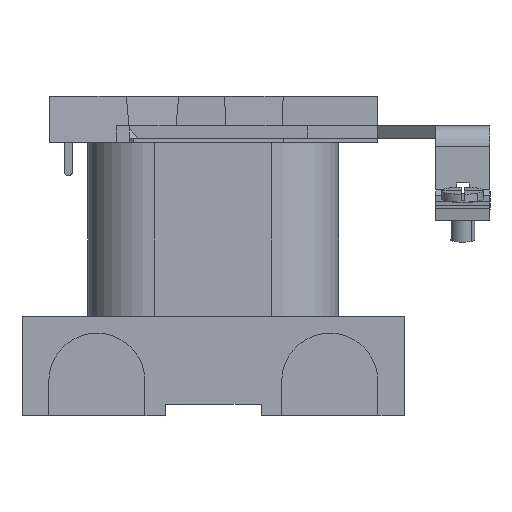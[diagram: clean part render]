
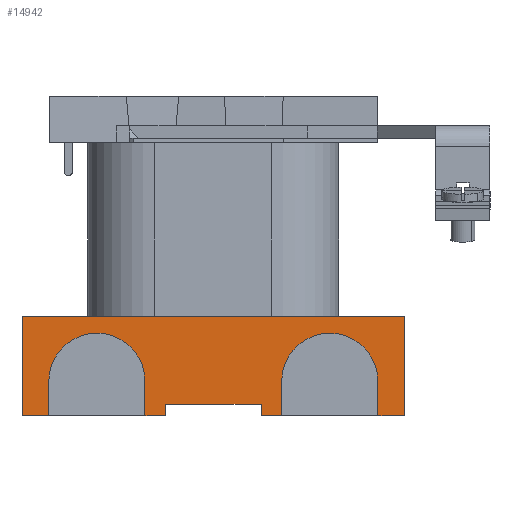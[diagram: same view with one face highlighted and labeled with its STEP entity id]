
A CAD part, front view. The second image highlights one B-rep face of the part: STEP entity #14942.
In plain terms, the highlighted planar face has unit normal (0, -1, 0).
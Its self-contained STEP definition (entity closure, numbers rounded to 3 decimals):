
#47 = LINE ( 'NONE', #6463, #461 ) ;
#286 = VERTEX_POINT ( 'NONE', #1381 ) ;
#391 = CARTESIAN_POINT ( 'NONE',  ( -15.735, -16.143, -18.594 ) ) ;
#406 = VECTOR ( 'NONE', #1563, 1000. ) ;
#461 = VECTOR ( 'NONE', #16984, 1000. ) ;
#510 = ORIENTED_EDGE ( 'NONE', *, *, #12290, .T. ) ;
#572 = LINE ( 'NONE', #7218, #10602 ) ;
#790 = VERTEX_POINT ( 'NONE', #10393 ) ;
#820 = VERTEX_POINT ( 'NONE', #15912 ) ;
#825 = LINE ( 'NONE', #13488, #406 ) ;
#833 = ORIENTED_EDGE ( 'NONE', *, *, #7460, .T. ) ;
#834 = AXIS2_PLACEMENT_3D ( 'NONE', #11051, #12467, #16462 ) ;
#851 = DIRECTION ( 'NONE',  ( -1., 0., 0. ) ) ;
#1125 = EDGE_CURVE ( 'NONE', #7132, #12848, #4847, .T. ) ;
#1246 = VECTOR ( 'NONE', #14633, 1000. ) ;
#1381 = CARTESIAN_POINT ( 'NONE',  ( -9.985, -16.143, -22.694 ) ) ;
#1383 = ORIENTED_EDGE ( 'NONE', *, *, #9163, .F. ) ;
#1418 = EDGE_CURVE ( 'NONE', #12848, #790, #4664, .T. ) ;
#1563 = DIRECTION ( 'NONE',  ( 0., 0., 1. ) ) ;
#1877 = CARTESIAN_POINT ( 'NONE',  ( -9.985, -16.143, -18.594 ) ) ;
#2564 = VECTOR ( 'NONE', #6049, 1000. ) ;
#2587 = LINE ( 'NONE', #15164, #10575 ) ;
#2649 = CARTESIAN_POINT ( 'NONE',  ( 21.065, -16.143, -22.694 ) ) ;
#2667 = VERTEX_POINT ( 'NONE', #10268 ) ;
#2767 = CARTESIAN_POINT ( 'NONE',  ( -21.485, -16.143, -22.694 ) ) ;
#2860 = ORIENTED_EDGE ( 'NONE', *, *, #8772, .F. ) ;
#2968 = DIRECTION ( 'NONE',  ( 1., 0., 0. ) ) ;
#3313 = VECTOR ( 'NONE', #8813, 1000. ) ;
#3375 = CARTESIAN_POINT ( 'NONE',  ( 6.365, -16.143, -18.594 ) ) ;
#3391 = DIRECTION ( 'NONE',  ( -1., 0., 0. ) ) ;
#3411 = CARTESIAN_POINT ( 'NONE',  ( -7.535, -16.143, -21.344 ) ) ;
#3457 = CARTESIAN_POINT ( 'NONE',  ( 12.115, -16.143, -18.594 ) ) ;
#3593 = VECTOR ( 'NONE', #851, 1000. ) ;
#3600 = ORIENTED_EDGE ( 'NONE', *, *, #4354, .T. ) ;
#3661 = DIRECTION ( 'NONE',  ( 0., 0., -1. ) ) ;
#3698 = CARTESIAN_POINT ( 'NONE',  ( -24.685, -16.143, -22.694 ) ) ;
#3735 = CARTESIAN_POINT ( 'NONE',  ( 21.065, -16.143, -22.694 ) ) ;
#3993 = VERTEX_POINT ( 'NONE', #16025 ) ;
#3997 = ORIENTED_EDGE ( 'NONE', *, *, #6166, .T. ) ;
#4066 = CARTESIAN_POINT ( 'NONE',  ( -7.535, -16.143, -21.344 ) ) ;
#4088 = CARTESIAN_POINT ( 'NONE',  ( 3.915, -16.143, -22.694 ) ) ;
#4089 = CARTESIAN_POINT ( 'NONE',  ( -21.485, -16.143, -22.694 ) ) ;
#4208 = DIRECTION ( 'NONE',  ( 0., 0., 1. ) ) ;
#4274 = DIRECTION ( 'NONE',  ( 0., 0., -1. ) ) ;
#4302 = VERTEX_POINT ( 'NONE', #13719 ) ;
#4354 = EDGE_CURVE ( 'NONE', #9201, #13234, #12515, .T. ) ;
#4396 = VECTOR ( 'NONE', #4208, 1000. ) ;
#4634 = ORIENTED_EDGE ( 'NONE', *, *, #1418, .T. ) ;
#4664 = LINE ( 'NONE', #4088, #16980 ) ;
#4670 = VERTEX_POINT ( 'NONE', #11771 ) ;
#4734 = FACE_OUTER_BOUND ( 'NONE', #12130, .T. ) ;
#4847 = LINE ( 'NONE', #3411, #2564 ) ;
#4894 = ORIENTED_EDGE ( 'NONE', *, *, #5174, .F. ) ;
#4956 = DIRECTION ( 'NONE',  ( -1., 0., 0. ) ) ;
#5095 = LINE ( 'NONE', #15441, #12438 ) ;
#5174 = EDGE_CURVE ( 'NONE', #5898, #286, #5519, .T. ) ;
#5328 = VERTEX_POINT ( 'NONE', #4089 ) ;
#5347 = VECTOR ( 'NONE', #4956, 1000. ) ;
#5458 = VERTEX_POINT ( 'NONE', #13500 ) ;
#5519 = LINE ( 'NONE', #3698, #7535 ) ;
#5673 = ORIENTED_EDGE ( 'NONE', *, *, #12894, .T. ) ;
#5790 = PLANE ( 'NONE',  #834 ) ;
#5898 = VERTEX_POINT ( 'NONE', #13875 ) ;
#6049 = DIRECTION ( 'NONE',  ( 1., 0., 0. ) ) ;
#6166 = EDGE_CURVE ( 'NONE', #4670, #2667, #47, .T. ) ;
#6463 = CARTESIAN_POINT ( 'NONE',  ( -24.685, -16.143, -10.844 ) ) ;
#6692 = VERTEX_POINT ( 'NONE', #2649 ) ;
#6966 = DIRECTION ( 'NONE',  ( 0., 1., 0. ) ) ;
#7132 = VERTEX_POINT ( 'NONE', #4066 ) ;
#7218 = CARTESIAN_POINT ( 'NONE',  ( -24.685, -16.143, -22.694 ) ) ;
#7429 = CARTESIAN_POINT ( 'NONE',  ( 17.865, -16.143, -18.594 ) ) ;
#7460 = EDGE_CURVE ( 'NONE', #13234, #4302, #5095, .T. ) ;
#7535 = VECTOR ( 'NONE', #14081, 1000. ) ;
#7665 = CARTESIAN_POINT ( 'NONE',  ( -24.685, -16.143, -22.694 ) ) ;
#8691 = LINE ( 'NONE', #9845, #3593 ) ;
#8772 = EDGE_CURVE ( 'NONE', #3993, #790, #572, .T. ) ;
#8778 = DIRECTION ( 'NONE',  ( 0., 0., 1. ) ) ;
#8813 = DIRECTION ( 'NONE',  ( 0., 0., 1. ) ) ;
#8913 = ORIENTED_EDGE ( 'NONE', *, *, #10062, .T. ) ;
#9163 = EDGE_CURVE ( 'NONE', #5328, #820, #8691, .T. ) ;
#9201 = VERTEX_POINT ( 'NONE', #3375 ) ;
#9353 = ORIENTED_EDGE ( 'NONE', *, *, #11464, .F. ) ;
#9626 = LINE ( 'NONE', #14695, #1246 ) ;
#9844 = LINE ( 'NONE', #7665, #5347 ) ;
#9845 = CARTESIAN_POINT ( 'NONE',  ( -24.685, -16.143, -22.694 ) ) ;
#10062 = EDGE_CURVE ( 'NONE', #15658, #286, #15008, .T. ) ;
#10268 = CARTESIAN_POINT ( 'NONE',  ( -24.685, -16.143, -10.844 ) ) ;
#10393 = CARTESIAN_POINT ( 'NONE',  ( 3.915, -16.143, -22.694 ) ) ;
#10575 = VECTOR ( 'NONE', #8778, 1000. ) ;
#10602 = VECTOR ( 'NONE', #14994, 1000. ) ;
#10774 = CARTESIAN_POINT ( 'NONE',  ( -9.985, -16.143, -22.694 ) ) ;
#10977 = ORIENTED_EDGE ( 'NONE', *, *, #15685, .T. ) ;
#11051 = CARTESIAN_POINT ( 'NONE',  ( -24.685, -16.143, -22.694 ) ) ;
#11148 = LINE ( 'NONE', #2767, #4396 ) ;
#11291 = AXIS2_PLACEMENT_3D ( 'NONE', #3457, #16531, #3391 ) ;
#11464 = EDGE_CURVE ( 'NONE', #6692, #4302, #9844, .T. ) ;
#11771 = CARTESIAN_POINT ( 'NONE',  ( 21.065, -16.143, -10.844 ) ) ;
#12039 = CIRCLE ( 'NONE', #16996, 5.75 ) ;
#12130 = EDGE_LOOP ( 'NONE', ( #10977, #13223, #4634, #2860, #15820, #3600, #833, #9353, #15092, #3997, #14967, #1383, #5673, #510, #8913, #4894 ) ) ;
#12290 = EDGE_CURVE ( 'NONE', #5458, #15658, #12039, .T. ) ;
#12438 = VECTOR ( 'NONE', #3661, 1000. ) ;
#12467 = DIRECTION ( 'NONE',  ( 0., 1., 0. ) ) ;
#12515 = CIRCLE ( 'NONE', #11291, 5.75 ) ;
#12848 = VERTEX_POINT ( 'NONE', #14598 ) ;
#12894 = EDGE_CURVE ( 'NONE', #5328, #5458, #11148, .T. ) ;
#13223 = ORIENTED_EDGE ( 'NONE', *, *, #1125, .T. ) ;
#13234 = VERTEX_POINT ( 'NONE', #7429 ) ;
#13371 = VECTOR ( 'NONE', #14808, 1000. ) ;
#13488 = CARTESIAN_POINT ( 'NONE',  ( -24.685, -16.143, -22.694 ) ) ;
#13500 = CARTESIAN_POINT ( 'NONE',  ( -21.485, -16.143, -18.594 ) ) ;
#13571 = LINE ( 'NONE', #3735, #3313 ) ;
#13719 = CARTESIAN_POINT ( 'NONE',  ( 17.865, -16.143, -22.694 ) ) ;
#13875 = CARTESIAN_POINT ( 'NONE',  ( -7.535, -16.143, -22.694 ) ) ;
#14081 = DIRECTION ( 'NONE',  ( -1., 0., 0. ) ) ;
#14598 = CARTESIAN_POINT ( 'NONE',  ( 3.915, -16.143, -21.344 ) ) ;
#14614 = EDGE_CURVE ( 'NONE', #6692, #4670, #13571, .T. ) ;
#14633 = DIRECTION ( 'NONE',  ( 0., 0., 1. ) ) ;
#14695 = CARTESIAN_POINT ( 'NONE',  ( 6.365, -16.143, -22.694 ) ) ;
#14808 = DIRECTION ( 'NONE',  ( 0., 0., -1. ) ) ;
#14905 = EDGE_CURVE ( 'NONE', #3993, #9201, #9626, .T. ) ;
#14929 = EDGE_CURVE ( 'NONE', #820, #2667, #825, .T. ) ;
#14942 = ADVANCED_FACE ( 'NONE', ( #4734 ), #5790, .F. ) ;
#14967 = ORIENTED_EDGE ( 'NONE', *, *, #14929, .F. ) ;
#14994 = DIRECTION ( 'NONE',  ( -1., 0., 0. ) ) ;
#15008 = LINE ( 'NONE', #10774, #13371 ) ;
#15092 = ORIENTED_EDGE ( 'NONE', *, *, #14614, .T. ) ;
#15164 = CARTESIAN_POINT ( 'NONE',  ( -7.535, -16.143, -22.694 ) ) ;
#15441 = CARTESIAN_POINT ( 'NONE',  ( 17.865, -16.143, -22.694 ) ) ;
#15658 = VERTEX_POINT ( 'NONE', #1877 ) ;
#15685 = EDGE_CURVE ( 'NONE', #5898, #7132, #2587, .T. ) ;
#15820 = ORIENTED_EDGE ( 'NONE', *, *, #14905, .T. ) ;
#15912 = CARTESIAN_POINT ( 'NONE',  ( -24.685, -16.143, -22.694 ) ) ;
#16025 = CARTESIAN_POINT ( 'NONE',  ( 6.365, -16.143, -22.694 ) ) ;
#16462 = DIRECTION ( 'NONE',  ( -1., 0., 0. ) ) ;
#16531 = DIRECTION ( 'NONE',  ( 0., 1., 0. ) ) ;
#16980 = VECTOR ( 'NONE', #4274, 1000. ) ;
#16984 = DIRECTION ( 'NONE',  ( -1., 0., 0. ) ) ;
#16996 = AXIS2_PLACEMENT_3D ( 'NONE', #391, #6966, #2968 ) ;
